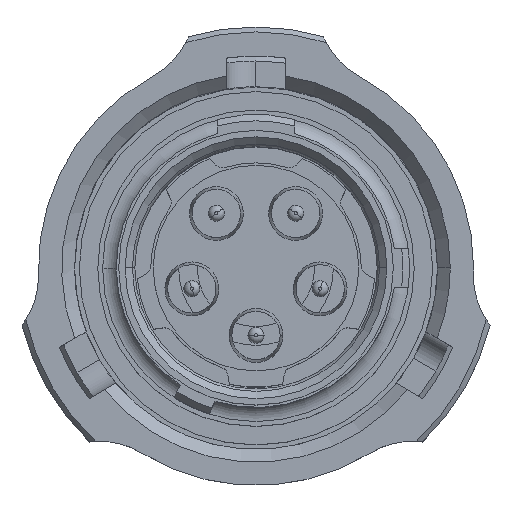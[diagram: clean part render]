
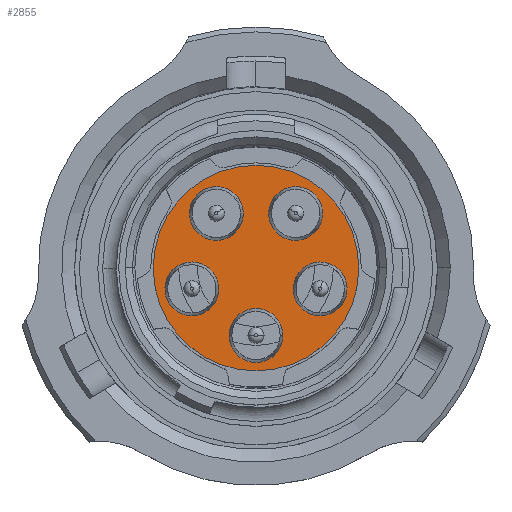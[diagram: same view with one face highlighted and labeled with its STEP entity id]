
A CAD part, top view. The second image highlights one B-rep face of the part: STEP entity #2855.
In plain terms, the highlighted planar face has unit normal (0, 0, 1).
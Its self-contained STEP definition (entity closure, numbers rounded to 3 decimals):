
#2598 = VERTEX_POINT ( 'NONE', #19853 ) ;
#2600 = VERTEX_POINT ( 'NONE', #19884 ) ;
#2603 = EDGE_CURVE ( 'NONE', #2619, #2598, #19885, .T. ) ;
#2619 = VERTEX_POINT ( 'NONE', #19945 ) ;
#2622 = VERTEX_POINT ( 'NONE', #19895 ) ;
#2624 = VERTEX_POINT ( 'NONE', #19924 ) ;
#2630 = EDGE_CURVE ( 'NONE', #2624, #2622, #19958, .T. ) ;
#2638 = VERTEX_POINT ( 'NONE', #19954 ) ;
#2639 = VERTEX_POINT ( 'NONE', #20007 ) ;
#2666 = VERTEX_POINT ( 'NONE', #20084 ) ;
#2667 = EDGE_CURVE ( 'NONE', #2600, #2666, #20035, .T. ) ;
#2668 = VERTEX_POINT ( 'NONE', #20045 ) ;
#2669 = VERTEX_POINT ( 'NONE', #20085 ) ;
#2694 = EDGE_CURVE ( 'NONE', #2638, #2639, #20123, .T. ) ;
#2707 = EDGE_CURVE ( 'NONE', #2723, #2727, #20182, .T. ) ;
#2720 = EDGE_CURVE ( 'NONE', #2669, #2668, #20226, .T. ) ;
#2723 = VERTEX_POINT ( 'NONE', #5966 ) ;
#2727 = VERTEX_POINT ( 'NONE', #5967 ) ;
#2813 = EDGE_CURVE ( 'NONE', #2598, #2619, #6184, .T. ) ;
#2814 = EDGE_LOOP ( 'NONE', ( #2877, #2861 ) ) ;
#2846 = EDGE_LOOP ( 'NONE', ( #2847, #2853 ) ) ;
#2847 = ORIENTED_EDGE ( 'NONE', *, *, #2852, .F. ) ;
#2849 = EDGE_CURVE ( 'NONE', #2666, #2600, #6366, .T. ) ;
#2850 = ORIENTED_EDGE ( 'NONE', *, *, #2667, .F. ) ;
#2852 = EDGE_CURVE ( 'NONE', #2622, #2624, #6359, .T. ) ;
#2853 = ORIENTED_EDGE ( 'NONE', *, *, #2630, .F. ) ;
#2855 = ADVANCED_FACE ( 'NONE', ( #6357, #6350, #6274, #6352, #6346, #6345 ), #6288, .T. ) ;
#2857 = ORIENTED_EDGE ( 'NONE', *, *, #2603, .F. ) ;
#2858 = ORIENTED_EDGE ( 'NONE', *, *, #2813, .F. ) ;
#2859 = EDGE_LOOP ( 'NONE', ( #2866, #2862 ) ) ;
#2860 = EDGE_CURVE ( 'NONE', #2639, #2638, #6391, .T. ) ;
#2861 = ORIENTED_EDGE ( 'NONE', *, *, #2694, .F. ) ;
#2862 = ORIENTED_EDGE ( 'NONE', *, *, #2869, .T. ) ;
#2863 = ORIENTED_EDGE ( 'NONE', *, *, #2865, .F. ) ;
#2864 = ORIENTED_EDGE ( 'NONE', *, *, #2849, .F. ) ;
#2865 = EDGE_CURVE ( 'NONE', #2668, #2669, #6380, .T. ) ;
#2866 = ORIENTED_EDGE ( 'NONE', *, *, #2707, .T. ) ;
#2867 = EDGE_LOOP ( 'NONE', ( #2864, #2850 ) ) ;
#2868 = EDGE_LOOP ( 'NONE', ( #2863, #2915 ) ) ;
#2869 = EDGE_CURVE ( 'NONE', #2727, #2723, #6379, .T. ) ;
#2871 = EDGE_LOOP ( 'NONE', ( #2858, #2857 ) ) ;
#2877 = ORIENTED_EDGE ( 'NONE', *, *, #2860, .F. ) ;
#2915 = ORIENTED_EDGE ( 'NONE', *, *, #2720, .F. ) ;
#5966 = CARTESIAN_POINT ( 'NONE',  ( 3.2, 0., -5.295 ) ) ;
#5967 = CARTESIAN_POINT ( 'NONE',  ( -3.2, 0., -5.295 ) ) ;
#6179 = DIRECTION ( 'NONE',  ( -0.809, -0.588, 0. ) ) ;
#6180 = DIRECTION ( 'NONE',  ( 0., 0., 1. ) ) ;
#6184 = CIRCLE ( 'NONE', #6189, 0.838 ) ;
#6189 = AXIS2_PLACEMENT_3D ( 'NONE', #6204, #6180, #6179 ) ;
#6204 = CARTESIAN_POINT ( 'NONE',  ( -1.234, 1.699, -5.295 ) ) ;
#6274 = FACE_OUTER_BOUND ( 'NONE', #2859, .T. ) ;
#6288 = PLANE ( 'NONE',  #6351 ) ;
#6330 = AXIS2_PLACEMENT_3D ( 'NONE', #6356, #6355, #6354 ) ;
#6343 = AXIS2_PLACEMENT_3D ( 'NONE', #6383, #6382, #6381 ) ;
#6345 = FACE_BOUND ( 'NONE', #2846, .T. ) ;
#6346 = FACE_BOUND ( 'NONE', #2867, .T. ) ;
#6347 = DIRECTION ( 'NONE',  ( 0.309, -0.951, 0. ) ) ;
#6348 = DIRECTION ( 'NONE',  ( 0., 0., 1. ) ) ;
#6349 = AXIS2_PLACEMENT_3D ( 'NONE', #6367, #6348, #6347 ) ;
#6350 = FACE_BOUND ( 'NONE', #2814, .T. ) ;
#6351 = AXIS2_PLACEMENT_3D ( 'NONE', #6388, #6387, #6386 ) ;
#6352 = FACE_BOUND ( 'NONE', #2868, .T. ) ;
#6353 = AXIS2_PLACEMENT_3D ( 'NONE', #6389, #6378, #6376 ) ;
#6354 = DIRECTION ( 'NONE',  ( -0.809, 0.588, 0. ) ) ;
#6355 = DIRECTION ( 'NONE',  ( 0., 0., 1. ) ) ;
#6356 = CARTESIAN_POINT ( 'NONE',  ( 1.234, 1.699, -5.295 ) ) ;
#6357 = FACE_BOUND ( 'NONE', #2871, .T. ) ;
#6359 = CIRCLE ( 'NONE', #6349, 0.838 ) ;
#6366 = CIRCLE ( 'NONE', #6330, 0.838 ) ;
#6367 = CARTESIAN_POINT ( 'NONE',  ( -1.997, -0.649, -5.295 ) ) ;
#6370 = DIRECTION ( 'NONE',  ( 1., 0., 0. ) ) ;
#6371 = DIRECTION ( 'NONE',  ( 0., 0., 1. ) ) ;
#6372 = CARTESIAN_POINT ( 'NONE',  ( 0., 0., -5.295 ) ) ;
#6373 = AXIS2_PLACEMENT_3D ( 'NONE', #6372, #6371, #6370 ) ;
#6376 = DIRECTION ( 'NONE',  ( 1., 0., 0. ) ) ;
#6378 = DIRECTION ( 'NONE',  ( 0., 0., 1. ) ) ;
#6379 = CIRCLE ( 'NONE', #6373, 3.2 ) ;
#6380 = CIRCLE ( 'NONE', #6353, 0.838 ) ;
#6381 = DIRECTION ( 'NONE',  ( 0.309, 0.951, 0. ) ) ;
#6382 = DIRECTION ( 'NONE',  ( 0., 0., 1. ) ) ;
#6383 = CARTESIAN_POINT ( 'NONE',  ( 1.997, -0.649, -5.295 ) ) ;
#6386 = DIRECTION ( 'NONE',  ( 1., 0., 0. ) ) ;
#6387 = DIRECTION ( 'NONE',  ( 0., 0., 1. ) ) ;
#6388 = CARTESIAN_POINT ( 'NONE',  ( 0., 0., -5.295 ) ) ;
#6389 = CARTESIAN_POINT ( 'NONE',  ( 0., -2.1, -5.295 ) ) ;
#6391 = CIRCLE ( 'NONE', #6343, 0.838 ) ;
#19362 = DIRECTION ( 'NONE',  ( 1., 0., 0. ) ) ;
#19853 = CARTESIAN_POINT ( 'NONE',  ( -0.556, 2.192, -5.295 ) ) ;
#19878 = DIRECTION ( 'NONE',  ( -0.809, -0.588, 0. ) ) ;
#19879 = DIRECTION ( 'NONE',  ( 0., 0., 1. ) ) ;
#19880 = CARTESIAN_POINT ( 'NONE',  ( -1.234, 1.699, -5.295 ) ) ;
#19881 = AXIS2_PLACEMENT_3D ( 'NONE', #19880, #19879, #19878 ) ;
#19884 = CARTESIAN_POINT ( 'NONE',  ( 0.556, 2.192, -5.295 ) ) ;
#19885 = CIRCLE ( 'NONE', #19881, 0.838 ) ;
#19895 = CARTESIAN_POINT ( 'NONE',  ( -2.256, 0.148, -5.295 ) ) ;
#19924 = CARTESIAN_POINT ( 'NONE',  ( -1.738, -1.446, -5.295 ) ) ;
#19934 = CARTESIAN_POINT ( 'NONE',  ( -1.997, -0.649, -5.295 ) ) ;
#19945 = CARTESIAN_POINT ( 'NONE',  ( -1.912, 1.206, -5.295 ) ) ;
#19954 = CARTESIAN_POINT ( 'NONE',  ( 2.256, 0.148, -5.295 ) ) ;
#19955 = DIRECTION ( 'NONE',  ( 0.309, -0.951, 0. ) ) ;
#19956 = DIRECTION ( 'NONE',  ( 0., 0., 1. ) ) ;
#19957 = AXIS2_PLACEMENT_3D ( 'NONE', #19934, #19956, #19955 ) ;
#19958 = CIRCLE ( 'NONE', #19957, 0.838 ) ;
#20007 = CARTESIAN_POINT ( 'NONE',  ( 1.738, -1.446, -5.295 ) ) ;
#20035 = CIRCLE ( 'NONE', #20046, 0.838 ) ;
#20045 = CARTESIAN_POINT ( 'NONE',  ( -0.838, -2.1, -5.295 ) ) ;
#20046 = AXIS2_PLACEMENT_3D ( 'NONE', #20051, #20076, #20075 ) ;
#20051 = CARTESIAN_POINT ( 'NONE',  ( 1.234, 1.699, -5.295 ) ) ;
#20075 = DIRECTION ( 'NONE',  ( -0.809, 0.588, 0. ) ) ;
#20076 = DIRECTION ( 'NONE',  ( 0., 0., 1. ) ) ;
#20084 = CARTESIAN_POINT ( 'NONE',  ( 1.912, 1.206, -5.295 ) ) ;
#20085 = CARTESIAN_POINT ( 'NONE',  ( 0.838, -2.1, -5.295 ) ) ;
#20123 = CIRCLE ( 'NONE', #20192, 0.838 ) ;
#20179 = CARTESIAN_POINT ( 'NONE',  ( 0., 0., -5.295 ) ) ;
#20182 = CIRCLE ( 'NONE', #20217, 3.2 ) ;
#20189 = DIRECTION ( 'NONE',  ( 0.309, 0.951, 0. ) ) ;
#20190 = DIRECTION ( 'NONE',  ( 0., 0., 1. ) ) ;
#20191 = CARTESIAN_POINT ( 'NONE',  ( 1.997, -0.649, -5.295 ) ) ;
#20192 = AXIS2_PLACEMENT_3D ( 'NONE', #20191, #20190, #20189 ) ;
#20215 = DIRECTION ( 'NONE',  ( 1., 0., 0. ) ) ;
#20216 = DIRECTION ( 'NONE',  ( 0., 0., 1. ) ) ;
#20217 = AXIS2_PLACEMENT_3D ( 'NONE', #20179, #20216, #20215 ) ;
#20226 = CIRCLE ( 'NONE', #20239, 0.838 ) ;
#20228 = DIRECTION ( 'NONE',  ( 0., 0., 1. ) ) ;
#20233 = CARTESIAN_POINT ( 'NONE',  ( 0., -2.1, -5.295 ) ) ;
#20239 = AXIS2_PLACEMENT_3D ( 'NONE', #20233, #20228, #19362 ) ;
